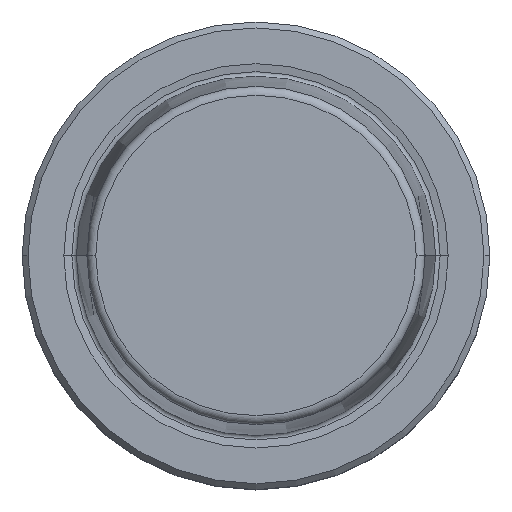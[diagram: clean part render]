
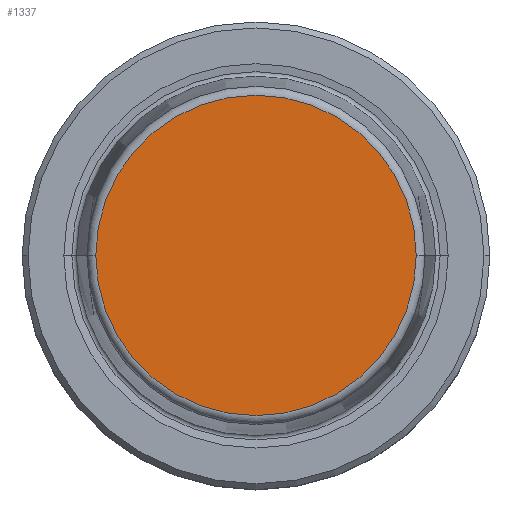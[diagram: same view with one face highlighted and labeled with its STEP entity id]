
A CAD part, top view. The second image highlights one B-rep face of the part: STEP entity #1337.
In plain terms, the highlighted planar face has unit normal (0, 0, 1).
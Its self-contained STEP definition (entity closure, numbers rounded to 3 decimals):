
#52 = EDGE_LOOP ( 'NONE', ( #688, #673 ) ) ;
#66 = AXIS2_PLACEMENT_3D ( 'NONE', #837, #115, #945 ) ;
#97 = CIRCLE ( 'NONE', #66, 21.581 ) ;
#99 = VERTEX_POINT ( 'NONE', #1086 ) ;
#115 = DIRECTION ( 'NONE',  ( 0., 0., 1. ) ) ;
#238 = DIRECTION ( 'NONE',  ( 0., 0., 1. ) ) ;
#259 = VERTEX_POINT ( 'NONE', #1383 ) ;
#310 = DIRECTION ( 'NONE',  ( 0., 0., -1. ) ) ;
#397 = CIRCLE ( 'NONE', #1391, 21.581 ) ;
#579 = FACE_OUTER_BOUND ( 'NONE', #52, .T. ) ;
#662 = PLANE ( 'NONE',  #1251 ) ;
#673 = ORIENTED_EDGE ( 'NONE', *, *, #939, .T. ) ;
#688 = ORIENTED_EDGE ( 'NONE', *, *, #705, .T. ) ;
#705 = EDGE_CURVE ( 'NONE', #99, #259, #97, .T. ) ;
#837 = CARTESIAN_POINT ( 'NONE',  ( 0., 0., 31.9 ) ) ;
#939 = EDGE_CURVE ( 'NONE', #259, #99, #397, .T. ) ;
#943 = CARTESIAN_POINT ( 'NONE',  ( 0., 0., 31.9 ) ) ;
#945 = DIRECTION ( 'NONE',  ( 1., 0., 0. ) ) ;
#1001 = CARTESIAN_POINT ( 'NONE',  ( 0., 0., 31.9 ) ) ;
#1051 = DIRECTION ( 'NONE',  ( 1., 0., 0. ) ) ;
#1086 = CARTESIAN_POINT ( 'NONE',  ( 21.581, 0., 31.9 ) ) ;
#1112 = DIRECTION ( 'NONE',  ( -1., 0., 0. ) ) ;
#1251 = AXIS2_PLACEMENT_3D ( 'NONE', #1001, #310, #1112 ) ;
#1337 = ADVANCED_FACE ( 'NONE', ( #579 ), #662, .F. ) ;
#1383 = CARTESIAN_POINT ( 'NONE',  ( -21.581, 0., 31.9 ) ) ;
#1391 = AXIS2_PLACEMENT_3D ( 'NONE', #943, #238, #1051 ) ;
